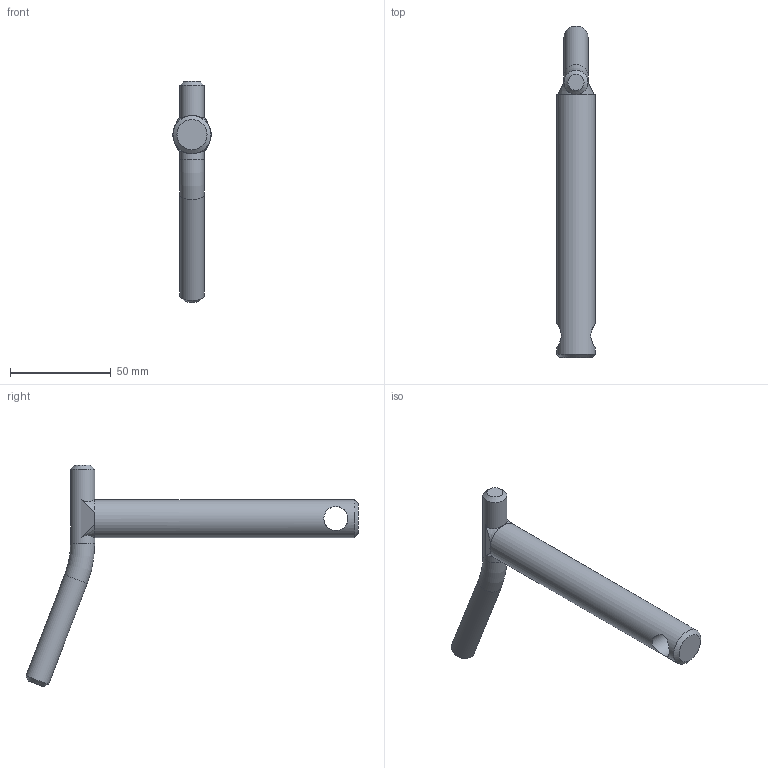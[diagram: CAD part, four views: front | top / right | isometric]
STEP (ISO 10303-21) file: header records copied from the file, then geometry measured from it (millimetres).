
FILE_DESCRIPTION(/* description */ (''),/* implementation_level */ '2;1');
FILE_NAME(/* name */ 'A12424.stp',/* time_stamp */ '2023-06-21T13:18:01+02:00',/* author */ ('msn'),/* organization */ (''),/* preprocessor_version */ 'ST-DEVELOPER v19.2',/* originating_system */ 'Autodesk Inventor 2023',/* authorisation */ '');
FILE_SCHEMA (('AUTOMOTIVE_DESIGN { 1 0 10303 214 3 1 1 }'));
Length unit declared in the file: millimetre
Products named in the file (4): A12424; A12424_1; A12424_2; A12424 del 2
Assembly tree (3 placements, depth 2):
  A12424
    A12424_1
    A12424_2
    A12424 del 2
Bounding box: 19 x 165.18 x 110.12 mm (x, y, z)
Volume: 48148 mm3; surface area: 14012.5 mm2
Topology: 4 solids, 4 shells, 22 faces, 45 edges, 30 vertices
Faces by surface type: plane 8, cylinder 6, bspline 4, cone 3, torus 1
Full cylindrical faces by diameter (mm): 12 x3, 19 x1
Entity records: 11953 total; most frequent: CARTESIAN_POINT 11360, DIRECTION 94, ORIENTED_EDGE 90, EDGE_CURVE 45, AXIS2_PLACEMENT_3D 40, VERTEX_POINT 30, EDGE_LOOP 23, FACE_OUTER_BOUND 22
